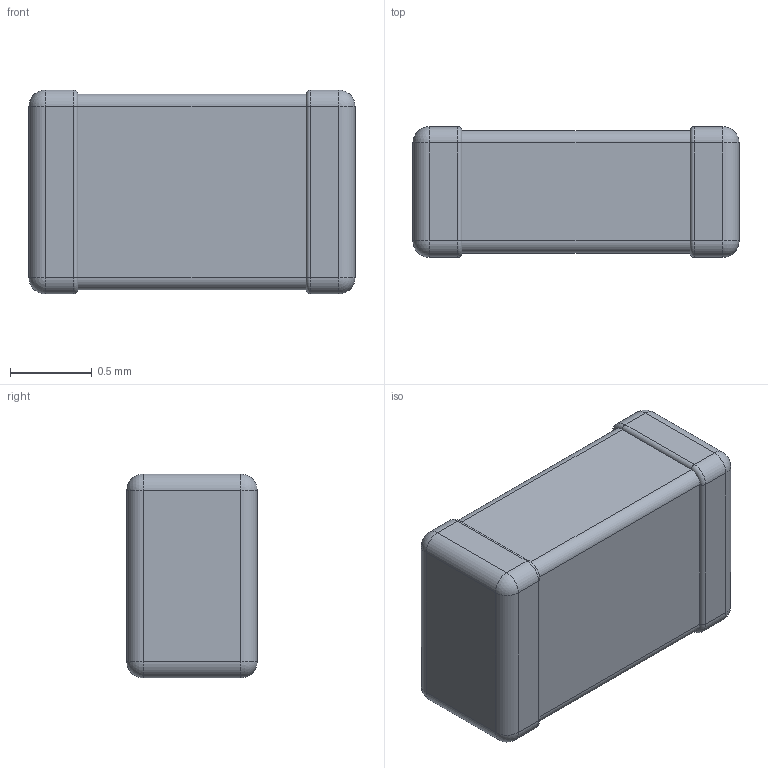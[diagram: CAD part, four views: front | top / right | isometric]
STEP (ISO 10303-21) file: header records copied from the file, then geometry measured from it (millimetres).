
FILE_DESCRIPTION(('STEP AP203'),'1');
FILE_NAME('ntcs0805e3.stp','2021-01-21T03:58:21',('TraceParts'),('TraceParts S.A.'),'Spatial InterOp 3D',' ',' ');
FILE_SCHEMA(('CONFIG_CONTROL_DESIGN'));
Length unit declared in the file: millimetre
Products named in the file (1): 1
Bounding box: 2 x 0.8 x 1.25 mm (x, y, z)
Volume: 1.8 mm3; surface area: 13 mm2
Topology: 3 solids, 3 shells, 62 faces, 136 edges, 72 vertices
Faces by surface type: cylinder 28, plane 18, sphere 8, torus 8
Entity records: 1668 total; most frequent: DIRECTION 322, CARTESIAN_POINT 265, ORIENTED_EDGE 256, AXIS2_PLACEMENT_3D 129, EDGE_CURVE 128, VERTEX_POINT 72, LINE 64, CIRCLE 64
